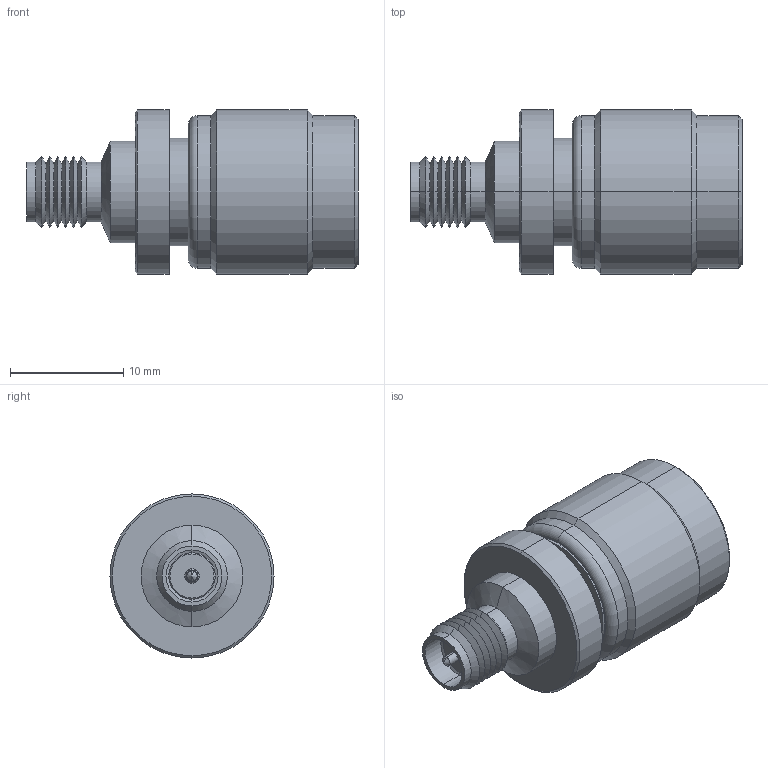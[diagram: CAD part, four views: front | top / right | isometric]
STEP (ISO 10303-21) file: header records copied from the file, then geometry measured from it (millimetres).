
FILE_DESCRIPTION (( 'STEP AP214' ), '1' );
FILE_NAME ('FMAD10055_3D.step', '2025-02-24T20:23:47', ( '' ), ( '' ), 'SwSTEP 2.0', 'SolidWorks 2022', '' );
FILE_SCHEMA (( 'AUTOMOTIVE_DESIGN' ));
Length unit declared in the file: millimetre
Products named in the file (1): FMAD10055_3D
Bounding box: 29.35 x 14.5 x 14.5 mm (x, y, z)
Volume: 2518 mm3; surface area: 3163.1 mm2
Topology: 1 solids, 1 shells, 185 faces, 386 edges, 218 vertices
Faces by surface type: cone 92, cylinder 54, plane 35, torus 4
Entity records: 4950 total; most frequent: DIRECTION 938, CARTESIAN_POINT 906, ORIENTED_EDGE 764, AXIS2_PLACEMENT_3D 394, EDGE_CURVE 382, VERTEX_POINT 218, CIRCLE 208, EDGE_LOOP 204
